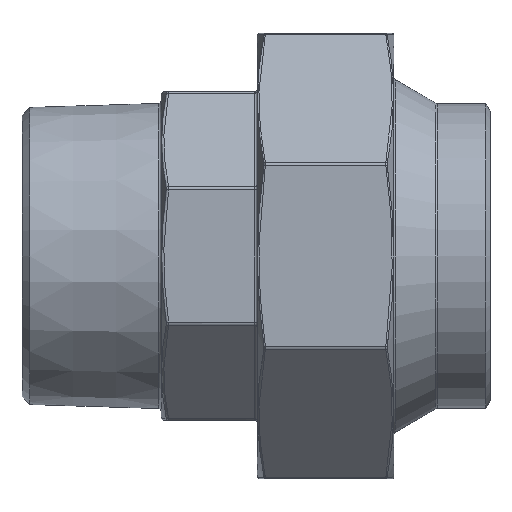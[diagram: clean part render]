
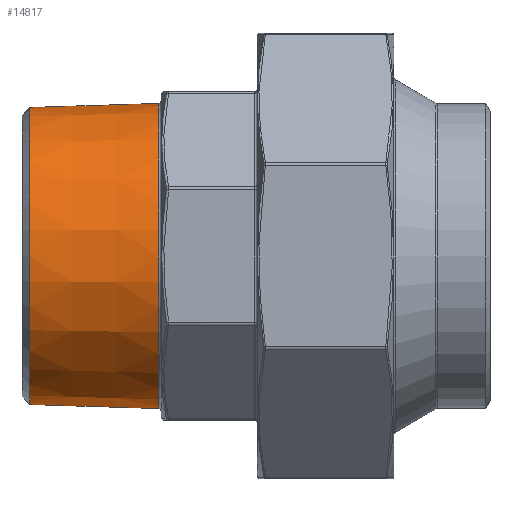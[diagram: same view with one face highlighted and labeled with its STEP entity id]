
A CAD part, front view. The second image highlights one B-rep face of the part: STEP entity #14817.
In plain terms, the highlighted conical face has half-angle 1.778 degrees and reference radius 30.167 mm.
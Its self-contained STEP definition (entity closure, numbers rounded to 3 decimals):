
#321 = VERTEX_POINT ( 'NONE', #18672 ) ;
#657 = AXIS2_PLACEMENT_3D ( 'NONE', #13098, #19323, #14045 ) ;
#1671 = CARTESIAN_POINT ( 'NONE',  ( -60.473, 0., -29.361 ) ) ;
#2445 = CARTESIAN_POINT ( 'NONE',  ( -34.984, 0., 0. ) ) ;
#2541 = DIRECTION ( 'NONE',  ( -1., 0., 0. ) ) ;
#2630 = FACE_BOUND ( 'NONE', #16565, .T. ) ;
#4179 = EDGE_LOOP ( 'NONE', ( #17190 ) ) ;
#4266 = CARTESIAN_POINT ( 'NONE',  ( -34.5, 0., 0. ) ) ;
#9017 = CONICAL_SURFACE ( 'NONE', #11628, 30.167, 0.031 ) ;
#10426 = FACE_OUTER_BOUND ( 'NONE', #4179, .T. ) ;
#11628 = AXIS2_PLACEMENT_3D ( 'NONE', #4266, #15740, #19111 ) ;
#11961 = DIRECTION ( 'NONE',  ( 0., 0., -1. ) ) ;
#12473 = CIRCLE ( 'NONE', #657, 29.361 ) ;
#13098 = CARTESIAN_POINT ( 'NONE',  ( -60.473, 0., 0. ) ) ;
#14045 = DIRECTION ( 'NONE',  ( 0., 0., -1. ) ) ;
#14817 = ADVANCED_FACE ( 'NONE', ( #10426, #2630 ), #9017, .T. ) ;
#15740 = DIRECTION ( 'NONE',  ( 1., 0., 0. ) ) ;
#16079 = EDGE_CURVE ( 'NONE', #321, #321, #18603, .T. ) ;
#16445 = ORIENTED_EDGE ( 'NONE', *, *, #16969, .T. ) ;
#16565 = EDGE_LOOP ( 'NONE', ( #16445 ) ) ;
#16969 = EDGE_CURVE ( 'NONE', #17247, #17247, #12473, .T. ) ;
#17190 = ORIENTED_EDGE ( 'NONE', *, *, #16079, .T. ) ;
#17247 = VERTEX_POINT ( 'NONE', #1671 ) ;
#18278 = AXIS2_PLACEMENT_3D ( 'NONE', #2445, #2541, #11961 ) ;
#18603 = CIRCLE ( 'NONE', #18278, 30.152 ) ;
#18672 = CARTESIAN_POINT ( 'NONE',  ( -34.984, 0., -30.152 ) ) ;
#19111 = DIRECTION ( 'NONE',  ( 0., 0., -1. ) ) ;
#19323 = DIRECTION ( 'NONE',  ( 1., 0., 0. ) ) ;
